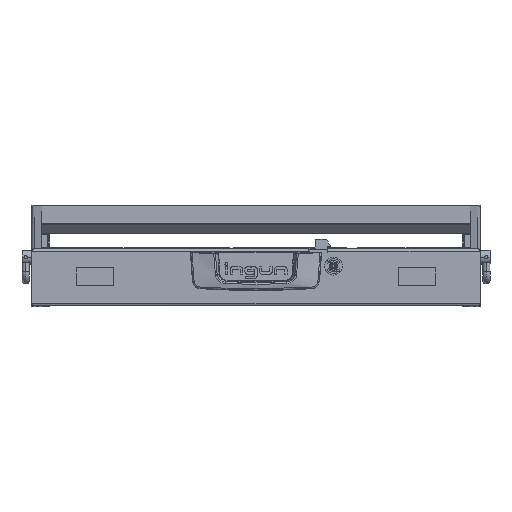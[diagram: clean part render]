
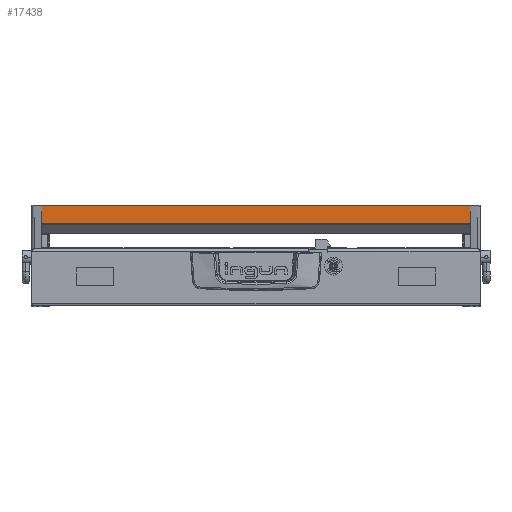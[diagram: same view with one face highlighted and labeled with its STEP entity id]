
A CAD part, top view. The second image highlights one B-rep face of the part: STEP entity #17438.
In plain terms, the highlighted planar face has unit normal (0, 0, 1).
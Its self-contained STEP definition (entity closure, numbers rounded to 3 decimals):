
#417 = DIRECTION ( 'NONE',  ( 1., 0., 0. ) ) ;
#627 = CARTESIAN_POINT ( 'NONE',  ( 273., 102.414, -211. ) ) ;
#1242 = VERTEX_POINT ( 'NONE', #16178 ) ;
#1769 = EDGE_CURVE ( 'NONE', #21768, #15865, #34412, .T. ) ;
#2506 = CARTESIAN_POINT ( 'NONE',  ( 273., 123.224, -211. ) ) ;
#4147 = CARTESIAN_POINT ( 'NONE',  ( -273., 123.527, -211. ) ) ;
#4393 = LINE ( 'NONE', #627, #28682 ) ;
#4580 = CARTESIAN_POINT ( 'NONE',  ( 273., 123.527, -211. ) ) ;
#5331 = EDGE_CURVE ( 'NONE', #11003, #1242, #34422, .T. ) ;
#6144 = CARTESIAN_POINT ( 'NONE',  ( 273., 123.527, -211. ) ) ;
#6876 = CARTESIAN_POINT ( 'NONE',  ( -273., 123.527, -211. ) ) ;
#7547 = VERTEX_POINT ( 'NONE', #10672 ) ;
#7659 = DIRECTION ( 'NONE',  ( -1., 0., 0. ) ) ;
#8315 = DIRECTION ( 'NONE',  ( 0., -1., 0. ) ) ;
#8869 = VECTOR ( 'NONE', #36474, 1000. ) ;
#9925 = EDGE_LOOP ( 'NONE', ( #42251, #37676, #33996, #15350, #25071, #19744 ) ) ;
#9944 = LINE ( 'NONE', #6876, #8869 ) ;
#10272 = EDGE_CURVE ( 'NONE', #11003, #27037, #38607, .T. ) ;
#10672 = CARTESIAN_POINT ( 'NONE',  ( 273., 102.414, -211. ) ) ;
#11003 = VERTEX_POINT ( 'NONE', #21077 ) ;
#11229 = DIRECTION ( 'NONE',  ( -1., 0., 0. ) ) ;
#14009 = EDGE_CURVE ( 'NONE', #1242, #21768, #9944, .T. ) ;
#15350 = ORIENTED_EDGE ( 'NONE', *, *, #26124, .F. ) ;
#15865 = VERTEX_POINT ( 'NONE', #39408 ) ;
#16178 = CARTESIAN_POINT ( 'NONE',  ( -273., 123.527, -211. ) ) ;
#16529 = VECTOR ( 'NONE', #34617, 1000. ) ;
#17438 = ADVANCED_FACE ( 'NONE', ( #35305 ), #21001, .F. ) ;
#17907 = CARTESIAN_POINT ( 'NONE',  ( 273., 123.527, -211. ) ) ;
#19744 = ORIENTED_EDGE ( 'NONE', *, *, #5331, .T. ) ;
#21001 = PLANE ( 'NONE',  #24500 ) ;
#21077 = CARTESIAN_POINT ( 'NONE',  ( 273., 123.527, -211. ) ) ;
#21768 = VERTEX_POINT ( 'NONE', #42673 ) ;
#22695 = LINE ( 'NONE', #6144, #29828 ) ;
#24500 = AXIS2_PLACEMENT_3D ( 'NONE', #17907, #31163, #11229 ) ;
#25071 = ORIENTED_EDGE ( 'NONE', *, *, #10272, .F. ) ;
#25578 = DIRECTION ( 'NONE',  ( 0., -1., 0. ) ) ;
#26124 = EDGE_CURVE ( 'NONE', #27037, #7547, #22695, .T. ) ;
#27037 = VERTEX_POINT ( 'NONE', #2506 ) ;
#28251 = VECTOR ( 'NONE', #7659, 1000. ) ;
#28682 = VECTOR ( 'NONE', #417, 1000. ) ;
#29828 = VECTOR ( 'NONE', #25578, 1000. ) ;
#31163 = DIRECTION ( 'NONE',  ( 0., 0., -1. ) ) ;
#33996 = ORIENTED_EDGE ( 'NONE', *, *, #37918, .T. ) ;
#34412 = LINE ( 'NONE', #4147, #16529 ) ;
#34422 = LINE ( 'NONE', #4580, #28251 ) ;
#34617 = DIRECTION ( 'NONE',  ( 0., -1., 0. ) ) ;
#35305 = FACE_OUTER_BOUND ( 'NONE', #9925, .T. ) ;
#36474 = DIRECTION ( 'NONE',  ( 0., -1., 0. ) ) ;
#37562 = VECTOR ( 'NONE', #8315, 1000. ) ;
#37676 = ORIENTED_EDGE ( 'NONE', *, *, #1769, .T. ) ;
#37918 = EDGE_CURVE ( 'NONE', #15865, #7547, #4393, .T. ) ;
#38607 = LINE ( 'NONE', #42125, #37562 ) ;
#39408 = CARTESIAN_POINT ( 'NONE',  ( -273., 102.414, -211. ) ) ;
#42125 = CARTESIAN_POINT ( 'NONE',  ( 273., 123.527, -211. ) ) ;
#42251 = ORIENTED_EDGE ( 'NONE', *, *, #14009, .T. ) ;
#42673 = CARTESIAN_POINT ( 'NONE',  ( -273., 123.224, -211. ) ) ;
